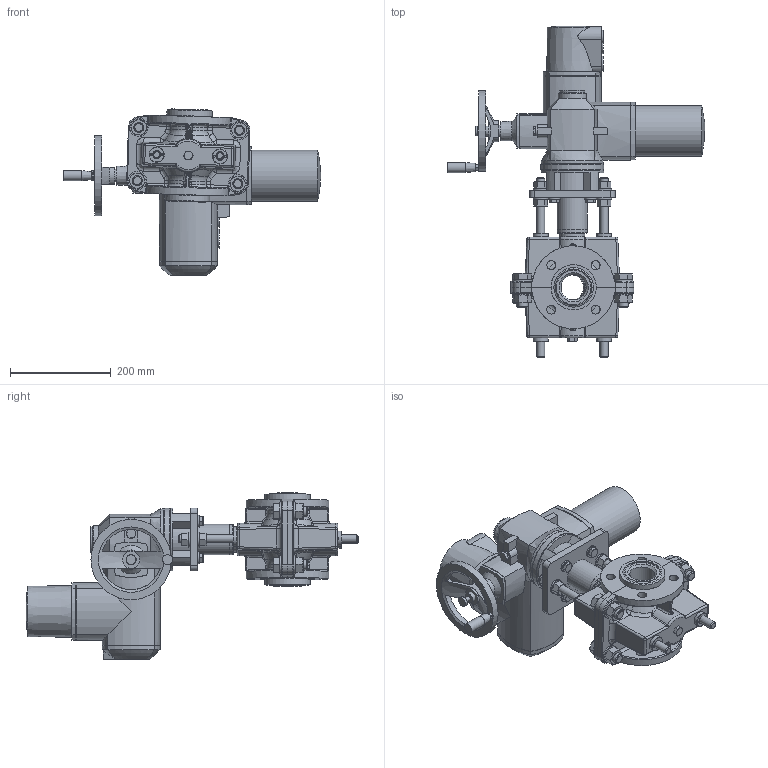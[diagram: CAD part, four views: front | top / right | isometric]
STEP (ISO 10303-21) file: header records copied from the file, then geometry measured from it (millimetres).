
FILE_DESCRIPTION((''),'2;1');
FILE_NAME('BE50E10-153.stp','2018-11-23T11:06:09',('Niko.Tikander'),(''),'Autodesk Inventor 2011','Autodesk Inventor 2011','');
FILE_SCHEMA(('AUTOMOTIVE_DESIGN { 1 0 10303 214 1 1 1 1 }'));
Length unit declared in the file: inch
Products named in the file (1): BE50E10-153_Shrinkwrap_1
Bounding box: 511.98 x 660.43 x 330.62 mm (x, y, z)
Surface area: 1268841.8 mm2 (no closed solid volume)
Topology: 0 solids, 83 shells, 1429 faces, 3178 edges, 1929 vertices
Faces by surface type: plane 442, cylinder 432, bspline 250, cone 211, torus 67, sphere 27
Full cylindrical faces by diameter (mm): 1.221 x4, 4 x8, 5 x5, 6 x7, 7.3 x1, 8 x2, 8.5 x1, 10 x6, 12 x8, 13 x4, 14 x1, 16 x7, 16.63 x4, 17 x4, 18 x18, 19 x2, 20 x11, 21 x1, 22.5 x8, 24 x4, 24.1 x4, 24.5 x5, 25 x5, 26 x4, 26.441 x4, 30 x9, 34 x1, 36.5 x8, 37.5 x1, 38.3 x1
Entity records: 59346 total; most frequent: CARTESIAN_POINT 29263, DIRECTION 5891, ORIENTED_EDGE 5734, EDGE_CURVE 2883, AXIS2_PLACEMENT_3D 2563, VERTEX_POINT 1897, EDGE_LOOP 1888, FACE_OUTER_BOUND 1429
